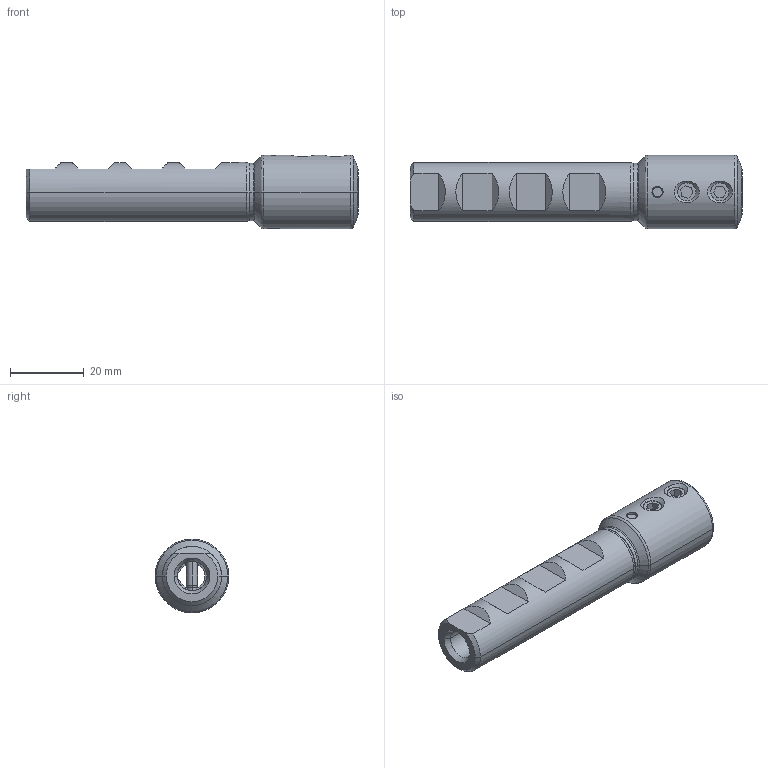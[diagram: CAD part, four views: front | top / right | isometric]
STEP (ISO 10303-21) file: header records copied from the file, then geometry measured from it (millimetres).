
FILE_DESCRIPTION (( 'STEP AP203' ), '1' );
FILE_NAME ('B24.016.007.090.STEP', '2018-02-20T10:51:37', ( 'SWIAdmin' ), ( 'Hewlett-Packard Company' ), 'SwSTEP 2.0', 'SolidWorks 2017', '' );
FILE_SCHEMA (( 'CONFIG_CONTROL_DESIGN' ));
Length unit declared in the file: millimetre
Products named in the file (4): U0X-U16.0XX.090_A_Adapter ›7; Axx-BG4.003.xxx_A_Adapter ›7; ISO 4026 - M6 x 6; B24.016.007.090
Assembly tree (4 placements, depth 2):
  B24.016.007.090
    U0X-U16.0XX.090_A_Adapter ›7
    Axx-BG4.003.xxx_A_Adapter ›7
    ISO 4026 - M6 x 6  x2
Bounding box: 90 x 20 x 20 mm (x, y, z)
Volume: 16218.6 mm3; surface area: 8239 mm2
Topology: 4 solids, 4 shells, 130 faces, 286 edges, 168 vertices
Faces by surface type: plane 45, cone 41, cylinder 31, torus 13
Entity records: 4058 total; most frequent: CARTESIAN_POINT 1091, DIRECTION 557, ORIENTED_EDGE 504, EDGE_CURVE 252, AXIS2_PLACEMENT_3D 220, VERTEX_POINT 148, EDGE_LOOP 130, VECTOR 117
